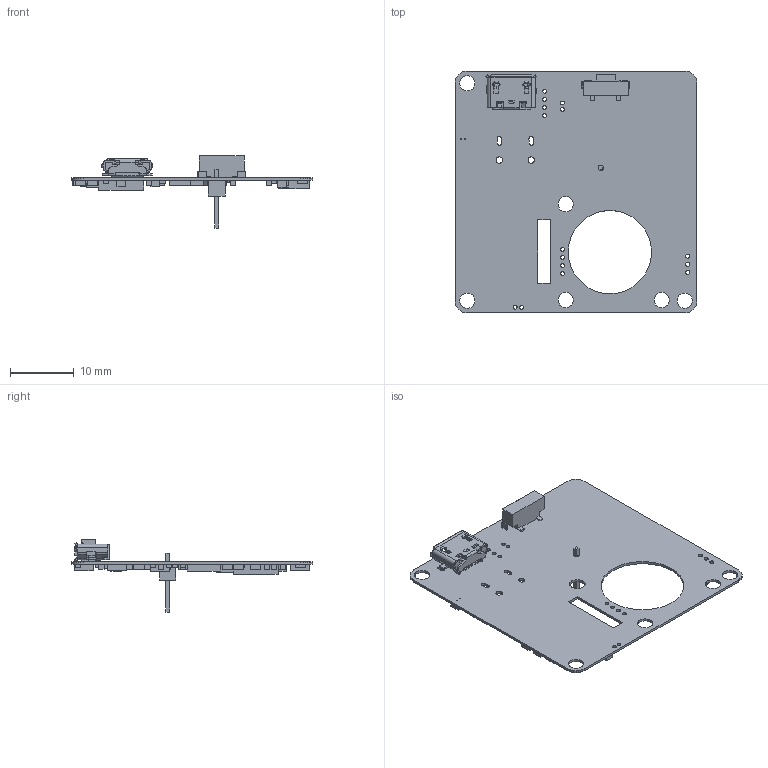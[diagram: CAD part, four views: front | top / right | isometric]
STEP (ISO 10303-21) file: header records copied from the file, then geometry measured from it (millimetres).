
FILE_DESCRIPTION(('Open CASCADE Model'),'2;1');
FILE_NAME('Open CASCADE Shape Model','2015-05-06T15:26:59',('Author'),( 'Open CASCADE'),'Open CASCADE STEP processor 6.2','Open CASCADE 6.2' ,'Unknown');
FILE_SCHEMA(('AUTOMOTIVE_DESIGN { 1 0 10303 214 1 1 1 1 }'));
Length unit declared in the file: millimetre
Products named in the file (116): PCB; Board; R9; 390089952; Extruded; R1; L4; 390093024; C28; 390089824; BF1; 390093920; C1; C2; C3; C4; 390089696; C5; C6; C7; C8; C9; C10; C11; C12; C13; C15; C16; C18; C19; C21; D1; 505437712; 505437456; 493237360; D2; 390090464; 390090336; 390090208; J3 ...
Assembly tree (155 placements, depth 4):
  PCB
    Board
    R9
      390089952
        Extruded
    R1
      390089952
        Extruded
    L4
      390093024
        Extruded
    C28
      390089824
        Extruded
    BF1
      390093920
        Extruded
    C1
      390089824
        Extruded
    C2
      390089824
        Extruded
    C3
      390089824
        Extruded
    C4
      390089696
        Extruded
    C5
      390089696
        Extruded
    C6
      390089696
        Extruded
    C7
      390089824
        Extruded
    C8
      390089824
        Extruded
    C9
      390089696
        Extruded
    C10
      390089696
        Extruded
    C11
      390089696
        Extruded
    C12
      390089824
        Extruded
    C13
      390089696
        Extruded
    C15
      390089696
        Extruded
    C16
Bounding box: 37.82 x 37.82 x 11.29 mm (x, y, z)
Volume: 823.8 mm3; surface area: 3777.2 mm2
Topology: 68 solids, 68 shells, 928 faces, 2339 edges, 1544 vertices
Faces by surface type: plane 770, cylinder 158
Full cylindrical faces by diameter (mm): 0.2 x2, 0.6 x14, 0.65 x3, 0.7 x2, 0.813 x1, 1 x2, 2.4 x6, 13 x1
Entity records: 50413 total; most frequent: CARTESIAN_POINT 11390, DIRECTION 6845, LINE 4421, VECTOR 4421, ORIENTED_EDGE 3718, PCURVE 3718, DEFINITIONAL_REPRESENTATION 3718, EDGE_CURVE 1859
